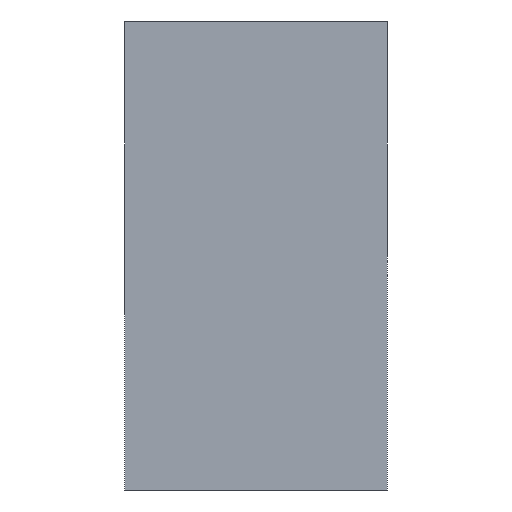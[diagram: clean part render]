
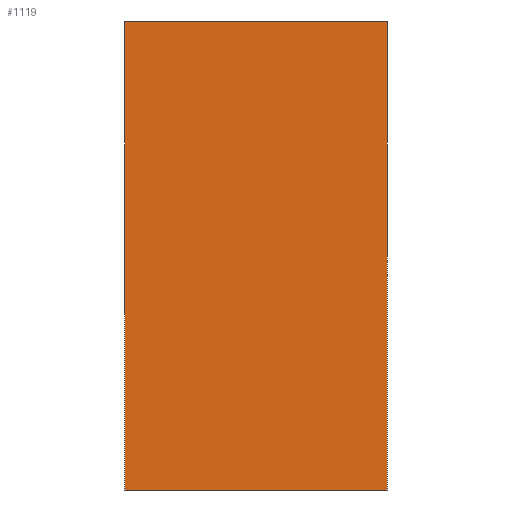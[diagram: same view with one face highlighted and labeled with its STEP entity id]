
A CAD part, front view. The second image highlights one B-rep face of the part: STEP entity #1119.
In plain terms, the highlighted planar face has unit normal (0, -1, 0).
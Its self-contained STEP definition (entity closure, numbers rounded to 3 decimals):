
#169=FACE_OUTER_BOUND('',#235,.T.);
#235=EDGE_LOOP('',(#1020,#1021,#1022,#1023));
#332=LINE('',#1968,#440);
#336=LINE('',#1976,#444);
#339=LINE('',#1982,#447);
#342=LINE('',#1987,#450);
#440=VECTOR('',#1336,10.);
#444=VECTOR('',#1342,10.);
#447=VECTOR('',#1347,10.);
#450=VECTOR('',#1352,10.);
#548=VERTEX_POINT('',#1966);
#549=VERTEX_POINT('',#1967);
#552=VERTEX_POINT('',#1975);
#554=VERTEX_POINT('',#1981);
#700=EDGE_CURVE('',#548,#549,#332,.T.);
#704=EDGE_CURVE('',#552,#548,#336,.T.);
#707=EDGE_CURVE('',#554,#552,#339,.T.);
#710=EDGE_CURVE('',#549,#554,#342,.T.);
#1020=ORIENTED_EDGE('',*,*,#710,.F.);
#1021=ORIENTED_EDGE('',*,*,#700,.F.);
#1022=ORIENTED_EDGE('',*,*,#704,.F.);
#1023=ORIENTED_EDGE('',*,*,#707,.F.);
#1059=PLANE('',#1175);
#1119=ADVANCED_FACE('',(#169),#1059,.F.);
#1175=AXIS2_PLACEMENT_3D('',#1990,#1356,#1357);
#1336=DIRECTION('',(0.,0.,-1.));
#1342=DIRECTION('',(1.,0.,0.));
#1347=DIRECTION('',(0.,0.,1.));
#1352=DIRECTION('',(-1.,0.,0.));
#1356=DIRECTION('center_axis',(0.,1.,0.));
#1357=DIRECTION('ref_axis',(0.,0.,1.));
#1966=CARTESIAN_POINT('',(0.,0.,0.));
#1967=CARTESIAN_POINT('',(0.,0.,-1.25));
#1968=CARTESIAN_POINT('',(0.,0.,0.));
#1975=CARTESIAN_POINT('',(-0.7,0.,0.));
#1976=CARTESIAN_POINT('',(-0.7,0.,0.));
#1981=CARTESIAN_POINT('',(-0.7,0.,-1.25));
#1982=CARTESIAN_POINT('',(-0.7,0.,-1.25));
#1987=CARTESIAN_POINT('',(0.,0.,-1.25));
#1990=CARTESIAN_POINT('Origin',(-0.35,0.,-0.625));
